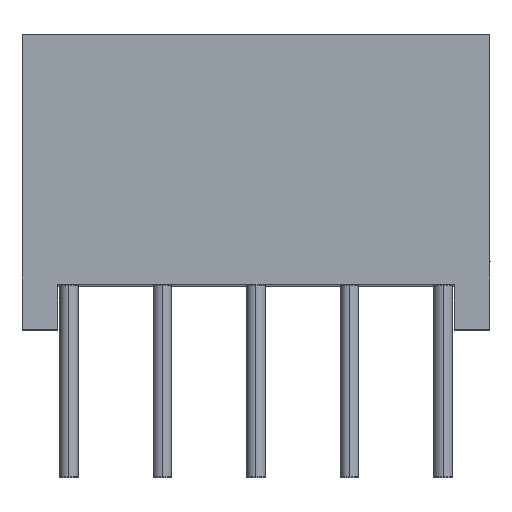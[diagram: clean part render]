
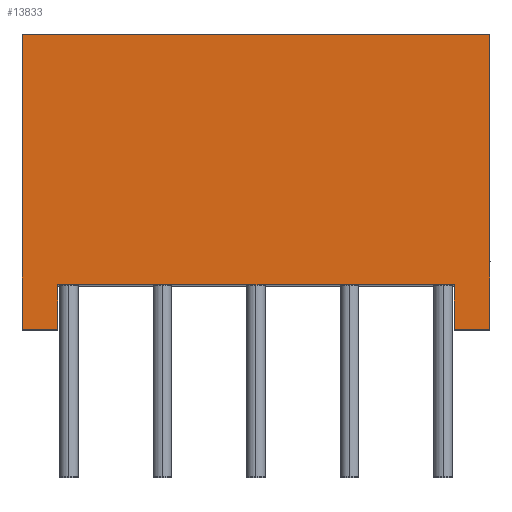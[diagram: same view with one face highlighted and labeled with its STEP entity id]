
A CAD part, top view. The second image highlights one B-rep face of the part: STEP entity #13833.
In plain terms, the highlighted planar face has unit normal (0, 0, 1).
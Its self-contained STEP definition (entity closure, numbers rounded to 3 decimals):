
#949 = VECTOR ( 'NONE', #5265, 1000. ) ;
#1311 = CARTESIAN_POINT ( 'NONE',  ( -6.35, 0., 9.525 ) ) ;
#1359 = LINE ( 'NONE', #11043, #3853 ) ;
#1471 = ORIENTED_EDGE ( 'NONE', *, *, #14366, .T. ) ;
#1603 = VECTOR ( 'NONE', #4397, 1000. ) ;
#1953 = DIRECTION ( 'NONE',  ( 0., 1., 0. ) ) ;
#2273 = ORIENTED_EDGE ( 'NONE', *, *, #6470, .F. ) ;
#2442 = ORIENTED_EDGE ( 'NONE', *, *, #12317, .T. ) ;
#3011 = VECTOR ( 'NONE', #8791, 1000. ) ;
#3053 = CARTESIAN_POINT ( 'NONE',  ( 6.35, 0., 9.525 ) ) ;
#3173 = LINE ( 'NONE', #21614, #13030 ) ;
#3576 = LINE ( 'NONE', #5474, #3011 ) ;
#3706 = VERTEX_POINT ( 'NONE', #4063 ) ;
#3803 = DIRECTION ( 'NONE',  ( 1., 0., 0. ) ) ;
#3853 = VECTOR ( 'NONE', #16399, 1000. ) ;
#3981 = FACE_OUTER_BOUND ( 'NONE', #18167, .T. ) ;
#4063 = CARTESIAN_POINT ( 'NONE',  ( 5.375, -6.8, 9.525 ) ) ;
#4153 = EDGE_CURVE ( 'NONE', #6795, #14941, #11149, .T. ) ;
#4397 = DIRECTION ( 'NONE',  ( 1., 0., 0. ) ) ;
#5265 = DIRECTION ( 'NONE',  ( 0., -1., 0. ) ) ;
#5474 = CARTESIAN_POINT ( 'NONE',  ( 0., -6.8, 9.525 ) ) ;
#5617 = CARTESIAN_POINT ( 'NONE',  ( -6.35, -8., 9.525 ) ) ;
#5933 = LINE ( 'NONE', #19277, #16652 ) ;
#6060 = CARTESIAN_POINT ( 'NONE',  ( -6.35, -8., 9.525 ) ) ;
#6121 = CARTESIAN_POINT ( 'NONE',  ( -5.375, -6.8, 9.525 ) ) ;
#6131 = AXIS2_PLACEMENT_3D ( 'NONE', #12485, #16497, #3803 ) ;
#6470 = EDGE_CURVE ( 'NONE', #10826, #14941, #12719, .T. ) ;
#6675 = ORIENTED_EDGE ( 'NONE', *, *, #7741, .F. ) ;
#6795 = VERTEX_POINT ( 'NONE', #5617 ) ;
#7741 = EDGE_CURVE ( 'NONE', #6795, #17409, #3173, .T. ) ;
#8791 = DIRECTION ( 'NONE',  ( -1., 0., 0. ) ) ;
#8960 = CARTESIAN_POINT ( 'NONE',  ( -6.35, -8., 9.525 ) ) ;
#9258 = ORIENTED_EDGE ( 'NONE', *, *, #15620, .T. ) ;
#9538 = ORIENTED_EDGE ( 'NONE', *, *, #4153, .T. ) ;
#9561 = VECTOR ( 'NONE', #12797, 1000. ) ;
#10826 = VERTEX_POINT ( 'NONE', #6121 ) ;
#11043 = CARTESIAN_POINT ( 'NONE',  ( 5.375, -8., 9.525 ) ) ;
#11149 = LINE ( 'NONE', #6060, #1603 ) ;
#11150 = DIRECTION ( 'NONE',  ( -1., 0., 0. ) ) ;
#11564 = EDGE_CURVE ( 'NONE', #3706, #10826, #3576, .T. ) ;
#11857 = VERTEX_POINT ( 'NONE', #18917 ) ;
#12317 = EDGE_CURVE ( 'NONE', #11857, #20104, #14358, .T. ) ;
#12485 = CARTESIAN_POINT ( 'NONE',  ( -6.35, -8., 9.525 ) ) ;
#12719 = LINE ( 'NONE', #21621, #949 ) ;
#12797 = DIRECTION ( 'NONE',  ( 1., 0., 0. ) ) ;
#13030 = VECTOR ( 'NONE', #1953, 1000. ) ;
#13162 = LINE ( 'NONE', #16904, #20768 ) ;
#13833 = ADVANCED_FACE ( 'NONE', ( #3981 ), #23264, .T. ) ;
#14358 = LINE ( 'NONE', #8960, #9561 ) ;
#14366 = EDGE_CURVE ( 'NONE', #20104, #16644, #5933, .T. ) ;
#14413 = CARTESIAN_POINT ( 'NONE',  ( 6.35, -8., 9.525 ) ) ;
#14941 = VERTEX_POINT ( 'NONE', #23192 ) ;
#15237 = EDGE_CURVE ( 'NONE', #16644, #17409, #13162, .T. ) ;
#15310 = ORIENTED_EDGE ( 'NONE', *, *, #11564, .F. ) ;
#15620 = EDGE_CURVE ( 'NONE', #3706, #11857, #1359, .T. ) ;
#16399 = DIRECTION ( 'NONE',  ( 0., -1., 0. ) ) ;
#16497 = DIRECTION ( 'NONE',  ( 0., 0., 1. ) ) ;
#16644 = VERTEX_POINT ( 'NONE', #3053 ) ;
#16652 = VECTOR ( 'NONE', #20920, 1000. ) ;
#16904 = CARTESIAN_POINT ( 'NONE',  ( -6.35, 0., 9.525 ) ) ;
#17409 = VERTEX_POINT ( 'NONE', #1311 ) ;
#18167 = EDGE_LOOP ( 'NONE', ( #20873, #6675, #9538, #2273, #15310, #9258, #2442, #1471 ) ) ;
#18917 = CARTESIAN_POINT ( 'NONE',  ( 5.375, -8., 9.525 ) ) ;
#19277 = CARTESIAN_POINT ( 'NONE',  ( 6.35, -8., 9.525 ) ) ;
#20104 = VERTEX_POINT ( 'NONE', #14413 ) ;
#20768 = VECTOR ( 'NONE', #11150, 1000. ) ;
#20873 = ORIENTED_EDGE ( 'NONE', *, *, #15237, .T. ) ;
#20920 = DIRECTION ( 'NONE',  ( 0., 1., 0. ) ) ;
#21614 = CARTESIAN_POINT ( 'NONE',  ( -6.35, -8., 9.525 ) ) ;
#21621 = CARTESIAN_POINT ( 'NONE',  ( -5.375, -15.816, 9.525 ) ) ;
#23192 = CARTESIAN_POINT ( 'NONE',  ( -5.375, -8., 9.525 ) ) ;
#23264 = PLANE ( 'NONE',  #6131 ) ;
